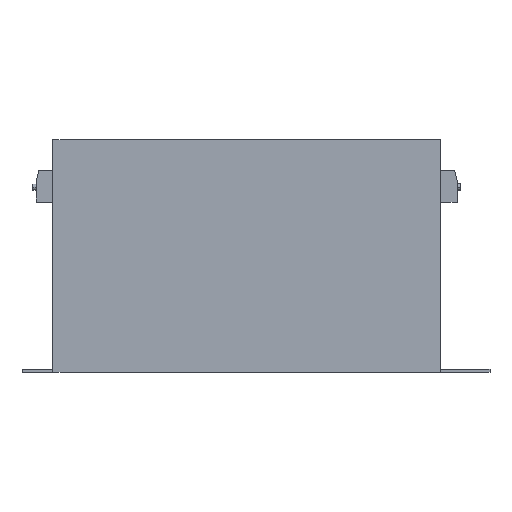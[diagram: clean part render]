
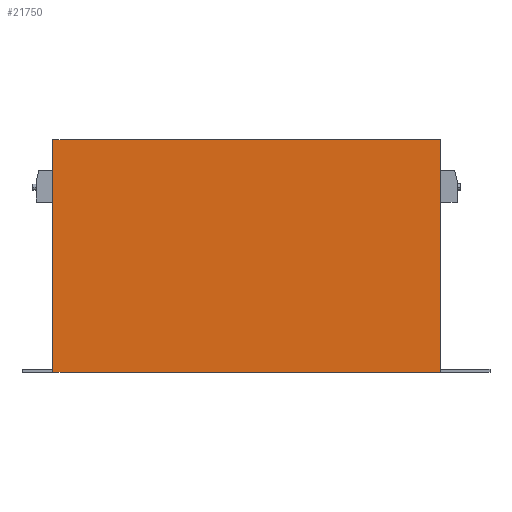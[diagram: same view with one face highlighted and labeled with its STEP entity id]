
A CAD part, top view. The second image highlights one B-rep face of the part: STEP entity #21750.
In plain terms, the highlighted planar face has unit normal (0, 0, 1).
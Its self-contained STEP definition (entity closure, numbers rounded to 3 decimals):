
#211 = DIRECTION ( 'NONE',  ( 1., 0., 0. ) ) ;
#2254 = CARTESIAN_POINT ( 'NONE',  ( -131., 0., 39.2 ) ) ;
#3128 = VECTOR ( 'NONE', #14910, 1000. ) ;
#3253 = VERTEX_POINT ( 'NONE', #3421 ) ;
#3421 = CARTESIAN_POINT ( 'NONE',  ( 119., 0., 39.2 ) ) ;
#4268 = CARTESIAN_POINT ( 'NONE',  ( 119., 150., 39.2 ) ) ;
#4512 = DIRECTION ( 'NONE',  ( 0., -1., 0. ) ) ;
#4795 = CARTESIAN_POINT ( 'NONE',  ( -131., 150., 39.2 ) ) ;
#5332 = PLANE ( 'NONE',  #21617 ) ;
#5998 = VERTEX_POINT ( 'NONE', #12740 ) ;
#8709 = VERTEX_POINT ( 'NONE', #4795 ) ;
#9528 = EDGE_CURVE ( 'NONE', #5998, #3253, #10037, .T. ) ;
#9775 = CARTESIAN_POINT ( 'NONE',  ( 119., 0., 39.2 ) ) ;
#10016 = VECTOR ( 'NONE', #19421, 1000. ) ;
#10037 = LINE ( 'NONE', #11138, #3128 ) ;
#10580 = VECTOR ( 'NONE', #211, 1000. ) ;
#11138 = CARTESIAN_POINT ( 'NONE',  ( 119., 150., 39.2 ) ) ;
#12740 = CARTESIAN_POINT ( 'NONE',  ( 119., 150., 39.2 ) ) ;
#13668 = CARTESIAN_POINT ( 'NONE',  ( -131., 150., 39.2 ) ) ;
#14811 = LINE ( 'NONE', #4268, #10016 ) ;
#14901 = DIRECTION ( 'NONE',  ( 0., 0., -1. ) ) ;
#14910 = DIRECTION ( 'NONE',  ( 0., -1., 0. ) ) ;
#15973 = VERTEX_POINT ( 'NONE', #2254 ) ;
#15991 = EDGE_CURVE ( 'NONE', #8709, #5998, #14811, .T. ) ;
#16440 = LINE ( 'NONE', #13668, #19707 ) ;
#16896 = DIRECTION ( 'NONE',  ( -1., 0., 0. ) ) ;
#18513 = ORIENTED_EDGE ( 'NONE', *, *, #19301, .T. ) ;
#19301 = EDGE_CURVE ( 'NONE', #8709, #15973, #16440, .T. ) ;
#19421 = DIRECTION ( 'NONE',  ( 1., 0., 0. ) ) ;
#19707 = VECTOR ( 'NONE', #4512, 1000. ) ;
#19848 = LINE ( 'NONE', #9775, #10580 ) ;
#19886 = ORIENTED_EDGE ( 'NONE', *, *, #15991, .F. ) ;
#21617 = AXIS2_PLACEMENT_3D ( 'NONE', #22655, #14901, #16896 ) ;
#21750 = ADVANCED_FACE ( 'NONE', ( #22310 ), #5332, .F. ) ;
#21908 = EDGE_CURVE ( 'NONE', #15973, #3253, #19848, .T. ) ;
#22310 = FACE_OUTER_BOUND ( 'NONE', #24589, .T. ) ;
#22642 = ORIENTED_EDGE ( 'NONE', *, *, #9528, .F. ) ;
#22655 = CARTESIAN_POINT ( 'NONE',  ( 119., 150., 39.2 ) ) ;
#24317 = ORIENTED_EDGE ( 'NONE', *, *, #21908, .T. ) ;
#24589 = EDGE_LOOP ( 'NONE', ( #24317, #22642, #19886, #18513 ) ) ;
